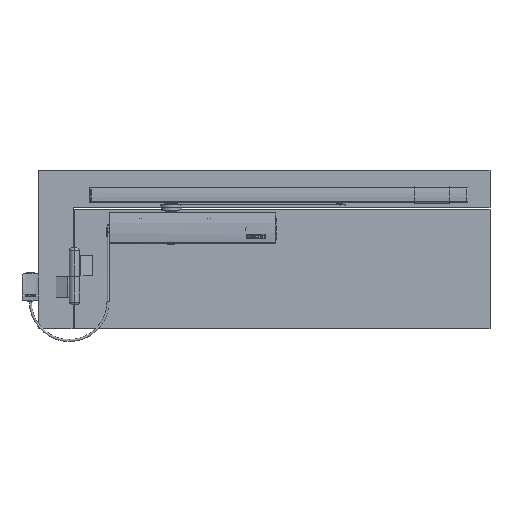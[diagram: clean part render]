
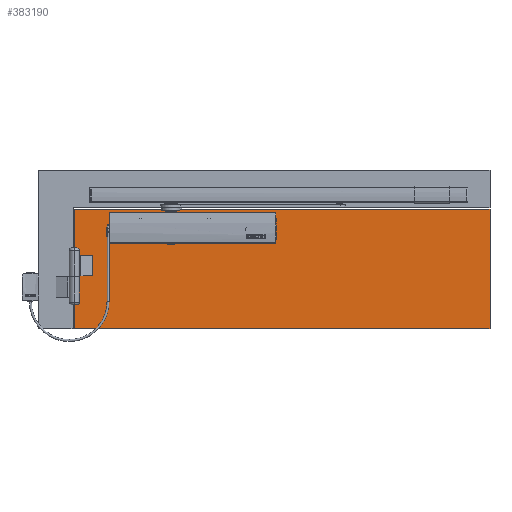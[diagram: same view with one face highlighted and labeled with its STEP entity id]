
A CAD part, top view. The second image highlights one B-rep face of the part: STEP entity #383190.
In plain terms, the highlighted planar face has unit normal (0, 0, 1).
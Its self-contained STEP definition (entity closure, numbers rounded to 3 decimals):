
#382120=CARTESIAN_POINT('',(-20.458,222.598,
-322.5));
#382130=DIRECTION('',(-0.,0.,1.));
#382140=DIRECTION('',(0.,-1.,0.));
#382150=AXIS2_PLACEMENT_3D('',#382120,#382130,#382140);
#382160=PLANE('',#382150);
#382170=CARTESIAN_POINT('',(-20.458,-93.65,
-322.5));
#382180=DIRECTION('',(1.,0.,0.));
#382190=VECTOR('',#382180,1.);
#382200=LINE('',#382170,#382190);
#382210=CARTESIAN_POINT('',(-206.458,-93.65,
-322.5));
#382220=VERTEX_POINT('',#382210);
#382230=CARTESIAN_POINT('',(-174.458,-93.65,
-322.5));
#382240=VERTEX_POINT('',#382230);
#382250=EDGE_CURVE('',#382220,#382240,#382200,.T.);
#382260=ORIENTED_EDGE('',*,*,#382250,.F.);
#382270=CARTESIAN_POINT('',(-174.458,44.548,
-322.5));
#382280=DIRECTION('',(0.,1.,0.));
#382290=VECTOR('',#382280,1.);
#382300=LINE('',#382270,#382290);
#382310=CARTESIAN_POINT('',(-174.458,-53.65,
-322.5));
#382320=VERTEX_POINT('',#382310);
#382330=EDGE_CURVE('',#382240,#382320,#382300,.T.);
#382340=ORIENTED_EDGE('',*,*,#382330,.F.);
#382350=CARTESIAN_POINT('',(-20.458,-53.65,
-322.5));
#382360=DIRECTION('',(-1.,0.,0.));
#382370=VECTOR('',#382360,1.);
#382380=LINE('',#382350,#382370);
#382390=CARTESIAN_POINT('',(-206.458,-53.65,
-322.5));
#382400=VERTEX_POINT('',#382390);
#382410=EDGE_CURVE('',#382320,#382400,#382380,.T.);
#382420=ORIENTED_EDGE('',*,*,#382410,.F.);
#382430=CARTESIAN_POINT('',(-206.458,44.548,
-322.5));
#382440=DIRECTION('',(0.,-1.,0.));
#382450=VECTOR('',#382440,1.);
#382460=LINE('',#382430,#382450);
#382470=EDGE_CURVE('',#382400,#382220,#382460,.T.);
#382480=ORIENTED_EDGE('',*,*,#382470,.F.);
#382490=EDGE_LOOP('',(#382480,#382420,#382340,#382260));
#382500=FACE_BOUND('',#382490,.T.);
#382510=CARTESIAN_POINT('',(186.542,44.548,
-322.5));
#382520=DIRECTION('',(0.,1.,0.));
#382530=VECTOR('',#382520,1.);
#382540=LINE('',#382510,#382530);
#382550=CARTESIAN_POINT('',(186.542,-29.002,
-322.5));
#382560=VERTEX_POINT('',#382550);
#382570=CARTESIAN_POINT('',(186.542,30.998,
-322.5));
#382580=VERTEX_POINT('',#382570);
#382590=EDGE_CURVE('',#382560,#382580,#382540,.T.);
#382600=ORIENTED_EDGE('',*,*,#382590,.F.);
#382610=CARTESIAN_POINT('',(-20.458,30.998,
-322.5));
#382620=DIRECTION('',(-1.,0.,0.));
#382630=VECTOR('',#382620,1.);
#382640=LINE('',#382610,#382630);
#382650=CARTESIAN_POINT('',(-138.458,30.998,
-322.5));
#382660=VERTEX_POINT('',#382650);
#382670=EDGE_CURVE('',#382580,#382660,#382640,.T.);
#382680=ORIENTED_EDGE('',*,*,#382670,.F.);
#382690=CARTESIAN_POINT('',(-138.458,44.548,
-322.5));
#382700=DIRECTION('',(0.,-1.,0.));
#382710=VECTOR('',#382700,1.);
#382720=LINE('',#382690,#382710);
#382730=CARTESIAN_POINT('',(-138.458,-29.002,
-322.5));
#382740=VERTEX_POINT('',#382730);
#382750=EDGE_CURVE('',#382660,#382740,#382720,.T.);
#382760=ORIENTED_EDGE('',*,*,#382750,.F.);
#382770=CARTESIAN_POINT('',(-20.458,-29.002,
-322.5));
#382780=DIRECTION('',(1.,0.,0.));
#382790=VECTOR('',#382780,1.);
#382800=LINE('',#382770,#382790);
#382810=EDGE_CURVE('',#382740,#382560,#382800,.T.);
#382820=ORIENTED_EDGE('',*,*,#382810,.F.);
#382830=EDGE_LOOP('',(#382820,#382760,#382680,#382600));
#382840=FACE_BOUND('',#382830,.T.);
#382850=CARTESIAN_POINT('',(608.042,44.548,
-322.5));
#382860=DIRECTION('',(0.,1.,0.));
#382870=VECTOR('',#382860,1.);
#382880=LINE('',#382850,#382870);
#382890=CARTESIAN_POINT('',(608.042,-197.402,
-322.5));
#382900=VERTEX_POINT('',#382890);
#382910=CARTESIAN_POINT('',(608.042,37.998,
-322.5));
#382920=VERTEX_POINT('',#382910);
#382930=EDGE_CURVE('',#382900,#382920,#382880,.T.);
#382940=ORIENTED_EDGE('',*,*,#382930,.T.);
#382950=CARTESIAN_POINT('',(-20.458,-197.402,
-322.5));
#382960=DIRECTION('',(-1.,0.,0.));
#382970=VECTOR('',#382960,1.);
#382980=LINE('',#382950,#382970);
#382990=CARTESIAN_POINT('',(-210.458,-197.402,
-322.5));
#383000=VERTEX_POINT('',#382990);
#383010=EDGE_CURVE('',#382900,#383000,#382980,.T.);
#383020=ORIENTED_EDGE('',*,*,#383010,.F.);
#383030=CARTESIAN_POINT('',(-210.458,44.548,
-322.5));
#383040=DIRECTION('',(0.,-1.,0.));
#383050=VECTOR('',#383040,1.);
#383060=LINE('',#383030,#383050);
#383070=CARTESIAN_POINT('',(-210.458,37.998,
-322.5));
#383080=VERTEX_POINT('',#383070);
#383090=EDGE_CURVE('',#383080,#383000,#383060,.T.);
#383100=ORIENTED_EDGE('',*,*,#383090,.T.);
#383110=CARTESIAN_POINT('',(-20.458,37.998,
-322.5));
#383120=DIRECTION('',(-1.,0.,0.));
#383130=VECTOR('',#383120,1.);
#383140=LINE('',#383110,#383130);
#383150=EDGE_CURVE('',#382920,#383080,#383140,.T.);
#383160=ORIENTED_EDGE('',*,*,#383150,.T.);
#383170=EDGE_LOOP('',(#383160,#383100,#383020,#382940));
#383180=FACE_OUTER_BOUND('',#383170,.T.);
#383190=ADVANCED_FACE('',(#382500,#382840,#383180),#382160,.T.);
